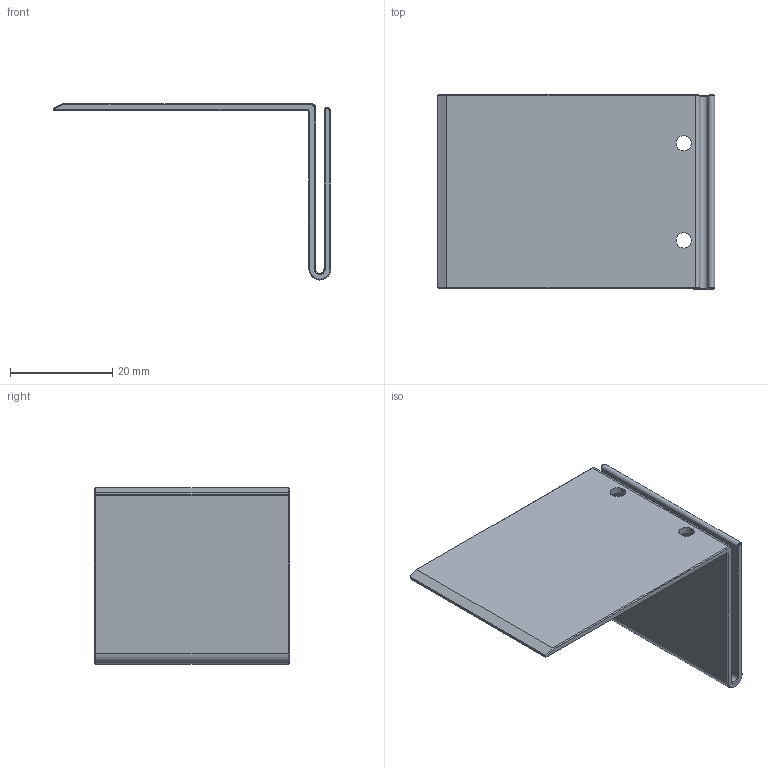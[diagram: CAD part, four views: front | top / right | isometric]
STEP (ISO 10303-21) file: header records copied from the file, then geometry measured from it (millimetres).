
FILE_DESCRIPTION(('FreeCAD Model'),'2;1');
FILE_NAME('Open CASCADE Shape Model','2024-02-25T16:14:54',(''),(''), 'Open CASCADE STEP processor 7.7','FreeCAD','Unknown');
FILE_SCHEMA(('AP242_MANAGED_MODEL_BASED_3D_ENGINEERING_MIM_LF. {1 0 10303 442 1 1 4 }'));
Length unit declared in the file: millimetre
Products named in the file (1): Body
Bounding box: 54.25 x 38 x 34.48 mm (x, y, z)
Volume: 5886.1 mm3; surface area: 9303.7 mm2
Topology: 1 solids, 1 shells, 43 faces, 97 edges, 56 vertices
Faces by surface type: plane 29, cone 8, cylinder 6
Full cylindrical faces by diameter (mm): 3 x2
Entity records: 2468 total; most frequent: CARTESIAN_POINT 415, DIRECTION 395, LINE 259, VECTOR 259, ORIENTED_EDGE 194, PCURVE 194, DEFINITIONAL_REPRESENTATION 194, EDGE_CURVE 97
